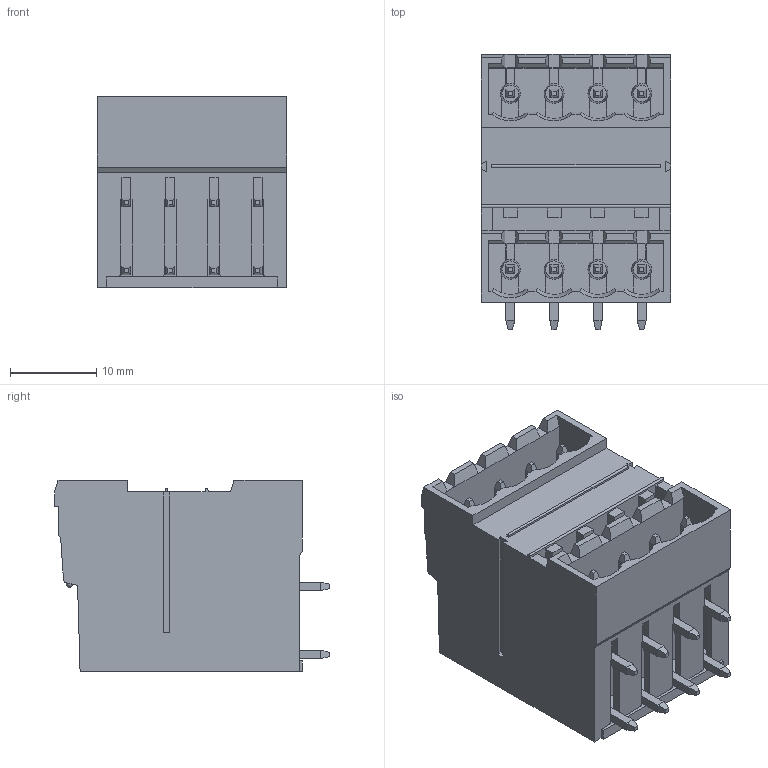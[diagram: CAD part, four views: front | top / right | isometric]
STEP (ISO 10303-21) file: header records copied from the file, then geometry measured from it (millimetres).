
FILE_DESCRIPTION((''),'2;1');
FILE_NAME('WJ2EDGRH-508-2X04P','2017-03-16T',('QZY'),(''),'CREO PARAMETRIC BY PTC INC, 2014440','CREO PARAMETRIC BY PTC INC, 2014440','');
FILE_SCHEMA(('CONFIG_CONTROL_DESIGN'));
Length unit declared in the file: millimetre
Products named in the file (1): WJ2EDGRH-508-2X04P
Bounding box: 21.92 x 31.85 x 22.2 mm (x, y, z)
Volume: 9366.4 mm3; surface area: 6291.5 mm2
Topology: 1 solids, 1 shells, 542 faces, 1407 edges, 882 vertices
Faces by surface type: plane 474, cylinder 36, cone 24, sphere 8
Entity records: 16296 total; most frequent: CARTESIAN_POINT 3075, ORIENTED_EDGE 2806, DIRECTION 2563, EDGE_CURVE 1403, VECTOR 1175, LINE 1175, VERTEX_POINT 882, AXIS2_PLACEMENT_3D 694
